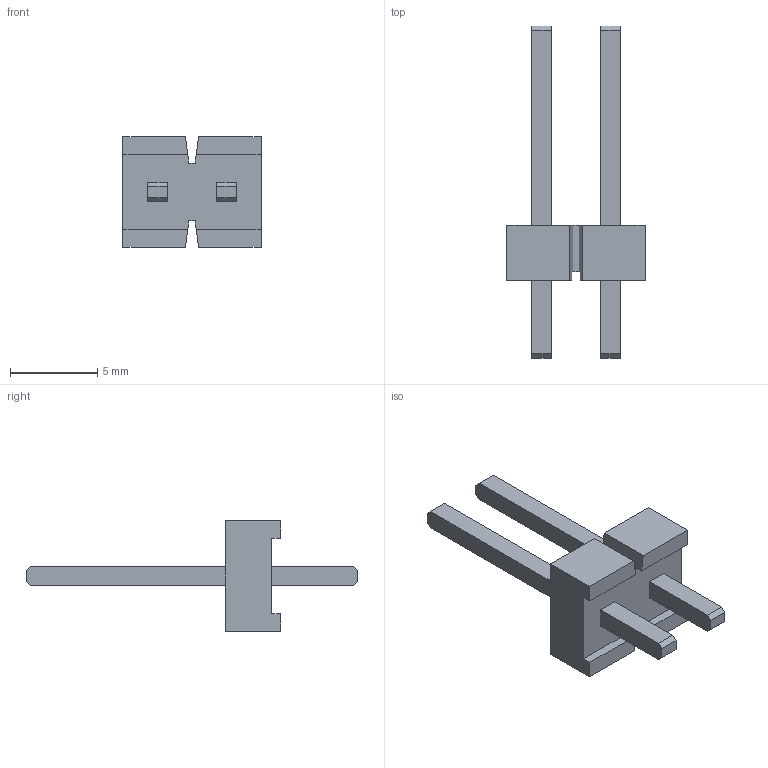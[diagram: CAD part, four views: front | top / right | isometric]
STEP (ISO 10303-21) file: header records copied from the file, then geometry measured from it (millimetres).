
FILE_DESCRIPTION( ( 'STEP AP214' ), '1' );
FILE_NAME( 'FWJ-02-01-T-S.stp', '2019-10-17T19:55:45', ( '' ), ( '' ), ' ', 'PARTsolutions', ' ' );
FILE_SCHEMA( ( 'AUTOMOTIVE_DESIGN { 1 0 10303 214 1 1 1 1 }' ) );
Length unit declared in the file: inch
Products named in the file (3): FWJ-02-01-T-S; _FWJ-02-S_header; _T-1S8-02-01-S-FWJ
Assembly tree (2 placements, depth 2):
  FWJ-02-01-T-S
    _FWJ-02-S_header
    _T-1S8-02-01-S-FWJ
Bounding box: 7.92 x 19.05 x 6.35 mm (x, y, z)
Volume: 182.4 mm3; surface area: 414.7 mm2
Topology: 2 solids, 2 shells, 60 faces, 168 edges, 112 vertices
Faces by surface type: plane 60
Entity records: 2434 total; most frequent: CARTESIAN_POINT 343, ORIENTED_EDGE 336, DIRECTION 294, EDGE_CURVE 168, LINE 168, VECTOR 168, VERTEX_POINT 112, EDGE_LOOP 64
